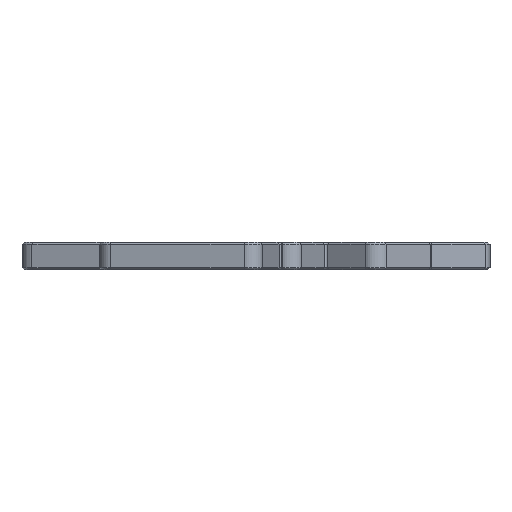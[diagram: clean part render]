
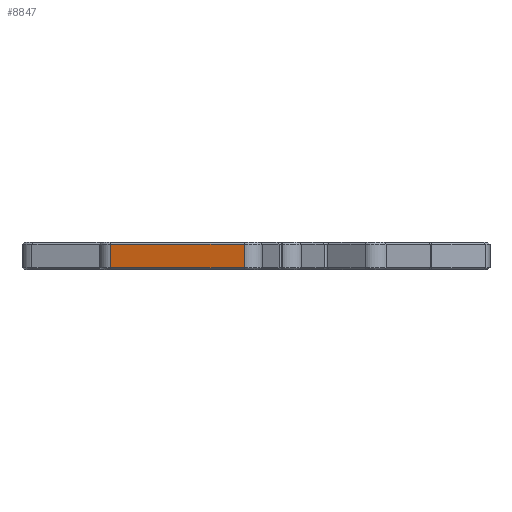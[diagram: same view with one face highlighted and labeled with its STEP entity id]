
A CAD part, left-side view. The second image highlights one B-rep face of the part: STEP entity #8847.
In plain terms, the highlighted planar face has unit normal (-0.97, 0.242, 0).
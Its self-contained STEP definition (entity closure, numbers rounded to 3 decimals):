
#3395 = VERTEX_POINT('',#3396);
#3396 = CARTESIAN_POINT('',(-111.038,4.127,0.49));
#3444 = VERTEX_POINT('',#3445);
#3445 = CARTESIAN_POINT('',(-103.152,35.759,0.49));
#3451 = EDGE_CURVE('',#3395,#3444,#3452,.T.);
#3452 = LINE('',#3453,#3454);
#3453 = CARTESIAN_POINT('',(-111.038,4.127,0.49));
#3454 = VECTOR('',#3455,1.);
#3455 = DIRECTION('',(0.242,0.97,0.));
#8802 = EDGE_CURVE('',#3395,#8803,#8805,.T.);
#8803 = VERTEX_POINT('',#8804);
#8804 = CARTESIAN_POINT('',(-111.038,4.127,6.1));
#8805 = LINE('',#8806,#8807);
#8806 = CARTESIAN_POINT('',(-111.038,4.127,0.));
#8807 = VECTOR('',#8808,1.);
#8808 = DIRECTION('',(0.,0.,1.));
#8847 = ADVANCED_FACE('',(#8848),#8866,.T.);
#8848 = FACE_BOUND('',#8849,.T.);
#8849 = EDGE_LOOP('',(#8850,#8851,#8859,#8865));
#8850 = ORIENTED_EDGE('',*,*,#8802,.T.);
#8851 = ORIENTED_EDGE('',*,*,#8852,.T.);
#8852 = EDGE_CURVE('',#8803,#8853,#8855,.T.);
#8853 = VERTEX_POINT('',#8854);
#8854 = CARTESIAN_POINT('',(-103.152,35.759,6.1));
#8855 = LINE('',#8856,#8857);
#8856 = CARTESIAN_POINT('',(-111.038,4.127,6.1));
#8857 = VECTOR('',#8858,1.);
#8858 = DIRECTION('',(0.242,0.97,0.));
#8859 = ORIENTED_EDGE('',*,*,#8860,.F.);
#8860 = EDGE_CURVE('',#3444,#8853,#8861,.T.);
#8861 = LINE('',#8862,#8863);
#8862 = CARTESIAN_POINT('',(-103.152,35.759,0.));
#8863 = VECTOR('',#8864,1.);
#8864 = DIRECTION('',(0.,0.,1.));
#8865 = ORIENTED_EDGE('',*,*,#3451,.F.);
#8866 = PLANE('',#8867);
#8867 = AXIS2_PLACEMENT_3D('',#8868,#8869,#8870);
#8868 = CARTESIAN_POINT('',(-111.885,0.731,0.));
#8869 = DIRECTION('',(-0.97,0.242,0.));
#8870 = DIRECTION('',(0.242,0.97,0.));
